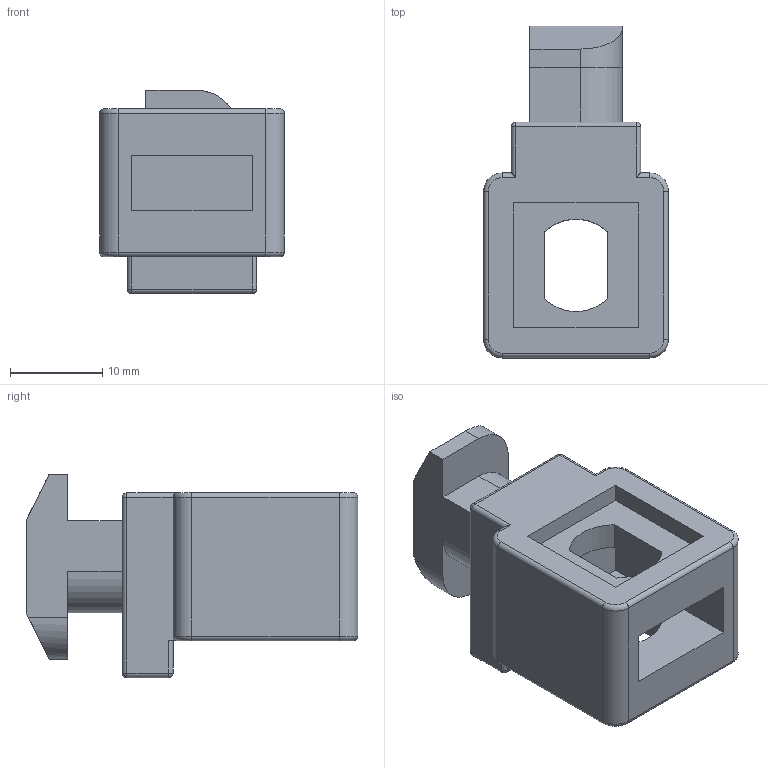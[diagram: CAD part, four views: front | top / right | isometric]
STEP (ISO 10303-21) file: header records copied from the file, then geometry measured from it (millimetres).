
FILE_DESCRIPTION (( 'STEP AP203' ), '1' );
FILE_NAME ('084.510.009.STEP', '2015-02-10T15:55:57', ( '' ), ( '' ), 'SwSTEP 2.0', 'SolidWorks 2012', '' );
FILE_SCHEMA (( 'CONFIG_CONTROL_DESIGN' ));
Length unit declared in the file: millimetre
Products named in the file (1): 084.510.009
Bounding box: 20 x 35.9 x 22 mm (x, y, z)
Volume: 6770.2 mm3; surface area: 3834.9 mm2
Topology: 1 solids, 1 shells, 89 faces, 219 edges, 130 vertices
Faces by surface type: plane 42, cylinder 33, torus 8, sphere 6
Entity records: 2632 total; most frequent: DIRECTION 457, CARTESIAN_POINT 445, ORIENTED_EDGE 426, EDGE_CURVE 213, AXIS2_PLACEMENT_3D 158, VECTOR 141, LINE 141, VERTEX_POINT 130
